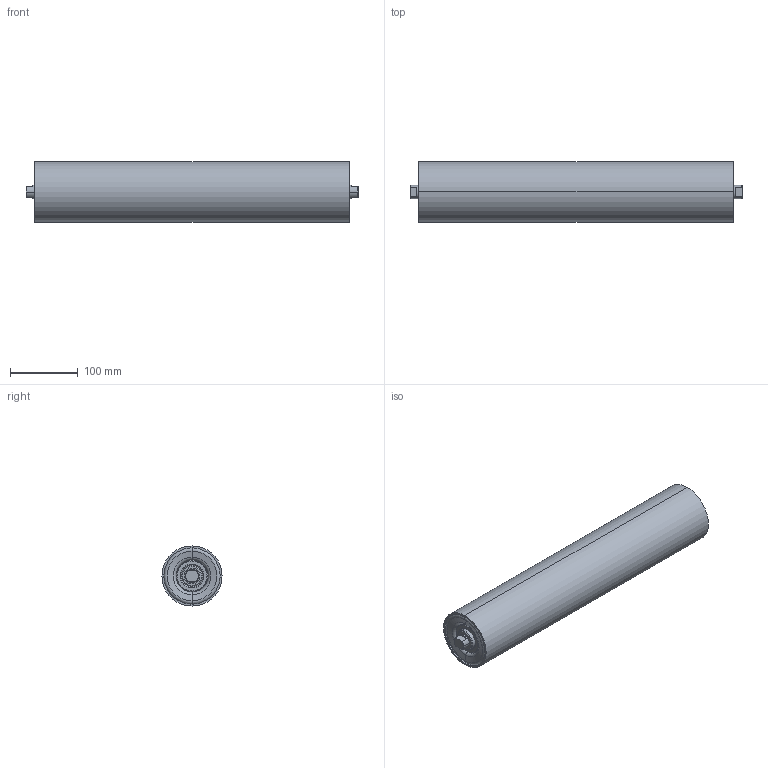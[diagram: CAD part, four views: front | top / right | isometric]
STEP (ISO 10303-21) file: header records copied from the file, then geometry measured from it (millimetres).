
FILE_DESCRIPTION (( 'STEP AP214' ), '1' );
FILE_NAME ('0025891.step', '2021-12-14T12:08:09', ( 'Windows-Benutzer' ), ( '' ), 'SwSTEP 2.0', 'SolidWorks 2020', '' );
FILE_SCHEMA (( 'AUTOMOTIVE_DESIGN' ));
Length unit declared in the file: millimetre
Products named in the file (1): 0025891
Bounding box: 491 x 89 x 89 mm (x, y, z)
Volume: 670845.9 mm3; surface area: 439348.7 mm2
Topology: 24 solids, 24 shells, 606 faces, 1312 edges, 808 vertices
Faces by surface type: cylinder 244, torus 180, plane 114, cone 54, sphere 10, bspline 4
Entity records: 24411 total; most frequent: CARTESIAN_POINT 3549, DIRECTION 3400, ORIENTED_EDGE 2592, AXIS2_PLACEMENT_3D 1539, EDGE_CURVE 1296, CIRCLE 938, VERTEX_POINT 800, EDGE_LOOP 714
